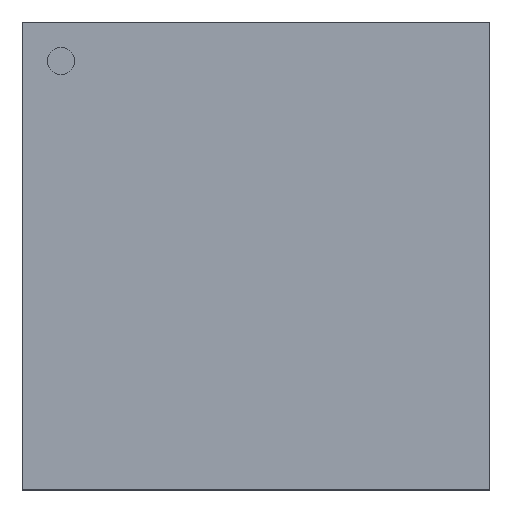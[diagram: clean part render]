
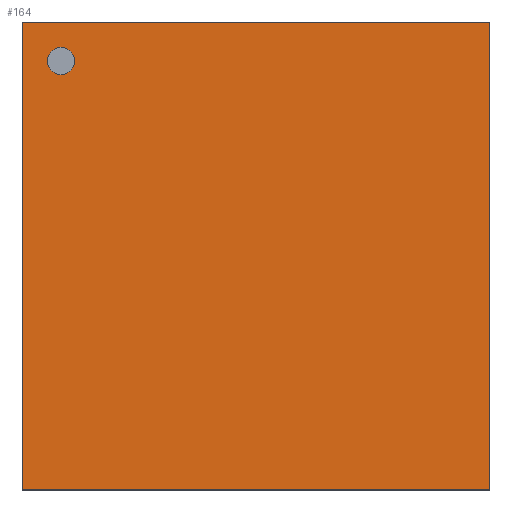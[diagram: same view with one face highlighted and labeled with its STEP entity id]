
A CAD part, top view. The second image highlights one B-rep face of the part: STEP entity #164.
In plain terms, the highlighted planar face has unit normal (0, 0, 1).
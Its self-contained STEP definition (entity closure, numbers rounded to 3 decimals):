
#74 = VERTEX_POINT('',#75);
#75 = CARTESIAN_POINT('',(6.,6.,1.22));
#81 = EDGE_CURVE('',#74,#82,#84,.T.);
#82 = VERTEX_POINT('',#83);
#83 = CARTESIAN_POINT('',(-6.,6.,1.22));
#84 = LINE('',#85,#86);
#85 = CARTESIAN_POINT('',(6.,6.,1.22));
#86 = VECTOR('',#87,1.);
#87 = DIRECTION('',(-1.,0.,0.));
#105 = VERTEX_POINT('',#106);
#106 = CARTESIAN_POINT('',(6.,-6.,1.22));
#112 = EDGE_CURVE('',#105,#74,#113,.T.);
#113 = LINE('',#114,#115);
#114 = CARTESIAN_POINT('',(6.,-6.,1.22));
#115 = VECTOR('',#116,1.);
#116 = DIRECTION('',(0.,1.,0.));
#129 = VERTEX_POINT('',#130);
#130 = CARTESIAN_POINT('',(-6.,-6.,1.22));
#136 = EDGE_CURVE('',#129,#105,#137,.T.);
#137 = LINE('',#138,#139);
#138 = CARTESIAN_POINT('',(-6.,-6.,1.22));
#139 = VECTOR('',#140,1.);
#140 = DIRECTION('',(1.,0.,0.));
#153 = EDGE_CURVE('',#82,#129,#154,.T.);
#154 = LINE('',#155,#156);
#155 = CARTESIAN_POINT('',(-6.,6.,1.22));
#156 = VECTOR('',#157,1.);
#157 = DIRECTION('',(0.,-1.,0.));
#164 = ADVANCED_FACE('',(#165,#171),#191,.T.);
#165 = FACE_BOUND('',#166,.F.);
#166 = EDGE_LOOP('',(#167,#168,#169,#170));
#167 = ORIENTED_EDGE('',*,*,#81,.F.);
#168 = ORIENTED_EDGE('',*,*,#112,.F.);
#169 = ORIENTED_EDGE('',*,*,#136,.F.);
#170 = ORIENTED_EDGE('',*,*,#153,.F.);
#171 = FACE_BOUND('',#172,.F.);
#172 = EDGE_LOOP('',(#173,#184));
#173 = ORIENTED_EDGE('',*,*,#174,.T.);
#174 = EDGE_CURVE('',#175,#177,#179,.T.);
#175 = VERTEX_POINT('',#176);
#176 = CARTESIAN_POINT('',(-5.,4.65,1.22));
#177 = VERTEX_POINT('',#178);
#178 = CARTESIAN_POINT('',(-5.,5.35,1.22));
#179 = CIRCLE('',#180,0.35);
#180 = AXIS2_PLACEMENT_3D('',#181,#182,#183);
#181 = CARTESIAN_POINT('',(-5.,5.,1.22));
#182 = DIRECTION('',(0.,0.,1.));
#183 = DIRECTION('',(0.,-1.,0.));
#184 = ORIENTED_EDGE('',*,*,#185,.T.);
#185 = EDGE_CURVE('',#177,#175,#186,.T.);
#186 = CIRCLE('',#187,0.35);
#187 = AXIS2_PLACEMENT_3D('',#188,#189,#190);
#188 = CARTESIAN_POINT('',(-5.,5.,1.22));
#189 = DIRECTION('',(0.,0.,1.));
#190 = DIRECTION('',(0.,1.,0.));
#191 = PLANE('',#192);
#192 = AXIS2_PLACEMENT_3D('',#193,#194,#195);
#193 = CARTESIAN_POINT('',(-6.,0.,1.22));
#194 = DIRECTION('',(0.,0.,1.));
#195 = DIRECTION('',(0.,-1.,0.));
